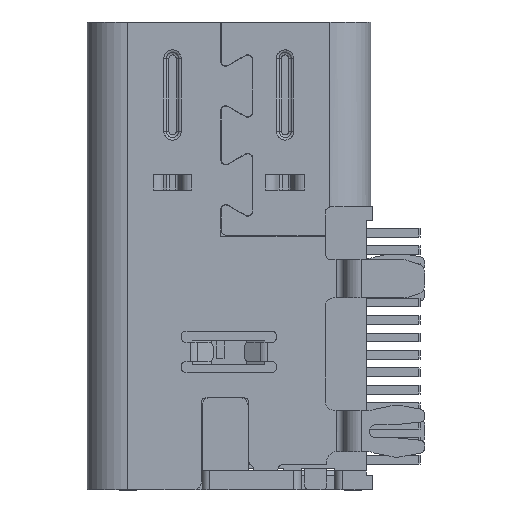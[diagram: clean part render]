
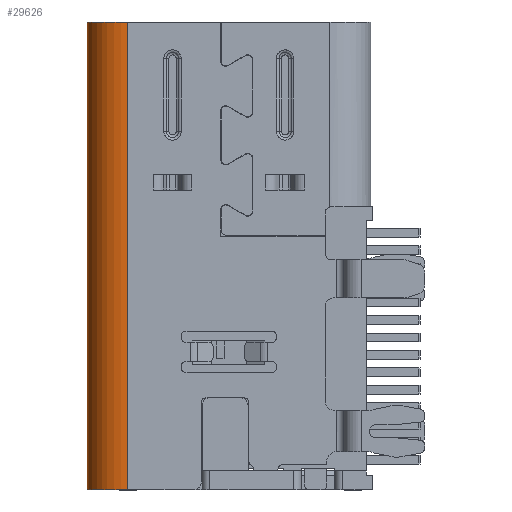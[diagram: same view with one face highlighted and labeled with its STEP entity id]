
A CAD part, front view. The second image highlights one B-rep face of the part: STEP entity #29626.
In plain terms, the highlighted cylindrical face has radius 1.28 mm (diameter 2.56 mm), a partial arc.
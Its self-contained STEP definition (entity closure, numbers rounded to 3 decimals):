
#6536=CARTESIAN_POINT('',(262.725,30.65,-30.65));
#6537=DIRECTION('',(0.,0.,1.));
#6538=DIRECTION('',(-1.,0.,0.));
#6539=AXIS2_PLACEMENT_3D('',#6536,#6537,#6538);
#10982=CARTESIAN_POINT('',(262.725,30.65,-45.4));
#10983=DIRECTION('',(0.,0.,-1.));
#10984=DIRECTION('',(0.,-1.,0.));
#10985=AXIS2_PLACEMENT_3D('',#10982,#10983,#10984);
#11056=DIRECTION('',(0.,0.,-1.));
#11057=VECTOR('',#11056,14.75);
#11058=CARTESIAN_POINT('',(261.445,30.65,-30.65));
#11059=LINE('',#11058,#11057);
#11063=DIRECTION('',(0.,0.,1.));
#11064=VECTOR('',#11063,14.75);
#11065=CARTESIAN_POINT('',(262.725,29.37,-45.4));
#11066=LINE('',#11065,#11064);
#18584=CARTESIAN_POINT('',(261.445,30.65,-30.65));
#18585=VERTEX_POINT('',#18584);
#18586=CARTESIAN_POINT('',(262.725,29.37,-30.65));
#18587=VERTEX_POINT('',#18586);
#18829=CARTESIAN_POINT('',(262.725,29.37,-45.4));
#18830=VERTEX_POINT('',#18829);
#19610=CARTESIAN_POINT('',(261.445,30.65,-45.4));
#19611=VERTEX_POINT('',#19610);
#29614=CARTESIAN_POINT('',(262.725,30.65,-30.65));
#29615=DIRECTION('',(0.,0.,1.));
#29616=DIRECTION('',(1.,0.,0.));
#29617=AXIS2_PLACEMENT_3D('',#29614,#29615,#29616);
#29618=CYLINDRICAL_SURFACE('',#29617,1.28);
#29619=ORIENTED_EDGE('',*,*,#29591,.T.);
#29621=ORIENTED_EDGE('',*,*,#29620,.F.);
#29622=ORIENTED_EDGE('',*,*,#26161,.T.);
#29623=ORIENTED_EDGE('',*,*,#25453,.F.);
#29624=EDGE_LOOP('',(#29619,#29621,#29622,#29623));
#29625=FACE_OUTER_BOUND('',#29624,.F.);
#6540=CIRCLE('',#6539,1.28);
#10986=CIRCLE('',#10985,1.28);
#25453=EDGE_CURVE('',#18830,#18587,#11066,.T.);
#26161=EDGE_CURVE('',#18585,#18587,#6540,.T.);
#29591=EDGE_CURVE('',#18830,#19611,#10986,.T.);
#29620=EDGE_CURVE('',#18585,#19611,#11059,.T.);
#29626=ADVANCED_FACE('',(#29625),#29618,.T.);
